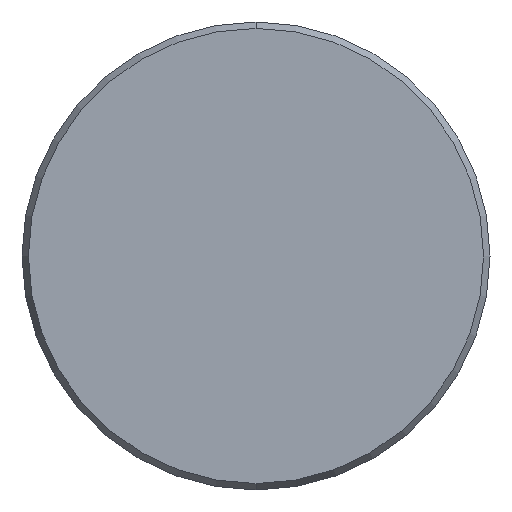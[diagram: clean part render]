
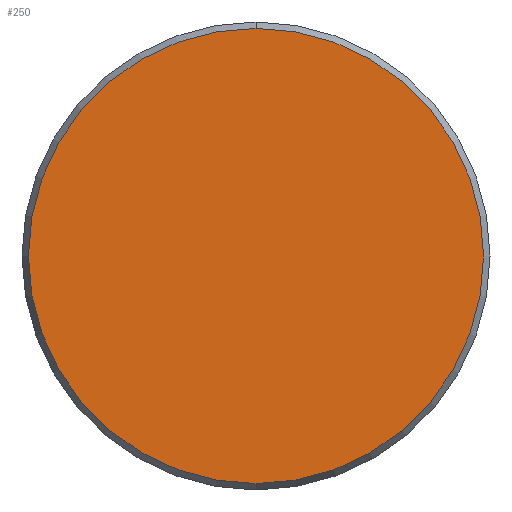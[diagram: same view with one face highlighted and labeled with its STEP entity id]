
A CAD part, top view. The second image highlights one B-rep face of the part: STEP entity #250.
In plain terms, the highlighted planar face has unit normal (0, 0, 1).
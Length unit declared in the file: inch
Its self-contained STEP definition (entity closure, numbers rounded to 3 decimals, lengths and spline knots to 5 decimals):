
#1 = CARTESIAN_POINT ( 'NONE',  ( 0.45712, 0.91554, 2.1347 ) ) ;
#219 = EDGE_LOOP ( 'NONE', ( #224, #350 ) ) ;
#224 = ORIENTED_EDGE ( 'NONE', *, *, #1915, .F. ) ;
#250 = ADVANCED_FACE ( 'NONE', ( #366 ), #1658, .F. ) ;
#282 = DIRECTION ( 'NONE',  ( 0., 0., -1. ) ) ;
#350 = ORIENTED_EDGE ( 'NONE', *, *, #2152, .F. ) ;
#366 = FACE_OUTER_BOUND ( 'NONE', #219, .T. ) ;
#488 = AXIS2_PLACEMENT_3D ( 'NONE', #1103, #1276, #1322 ) ;
#502 = AXIS2_PLACEMENT_3D ( 'NONE', #1127, #282, #934 ) ;
#657 = CARTESIAN_POINT ( 'NONE',  ( 0.45712, 0.93627, 2.1347 ) ) ;
#809 = VERTEX_POINT ( 'NONE', #1 ) ;
#934 = DIRECTION ( 'NONE',  ( 0., 1., 0. ) ) ;
#984 = DIRECTION ( 'NONE',  ( -1., 0., 0. ) ) ;
#1103 = CARTESIAN_POINT ( 'NONE',  ( 0.45712, 0.38657, 2.1347 ) ) ;
#1127 = CARTESIAN_POINT ( 'NONE',  ( 0.45712, 0.38657, 2.1347 ) ) ;
#1276 = DIRECTION ( 'NONE',  ( 0., 0., -1. ) ) ;
#1322 = DIRECTION ( 'NONE',  ( 0., 1., 0. ) ) ;
#1542 = CARTESIAN_POINT ( 'NONE',  ( 0.45712, -0.14241, 2.1347 ) ) ;
#1563 = AXIS2_PLACEMENT_3D ( 'NONE', #657, #1828, #984 ) ;
#1642 = CIRCLE ( 'NONE', #488, 0.52897 ) ;
#1658 = PLANE ( 'NONE',  #1563 ) ;
#1828 = DIRECTION ( 'NONE',  ( 0., 0., -1. ) ) ;
#1863 = CIRCLE ( 'NONE', #502, 0.52897 ) ;
#1888 = VERTEX_POINT ( 'NONE', #1542 ) ;
#1915 = EDGE_CURVE ( 'NONE', #809, #1888, #1642, .T. ) ;
#2152 = EDGE_CURVE ( 'NONE', #1888, #809, #1863, .T. ) ;
